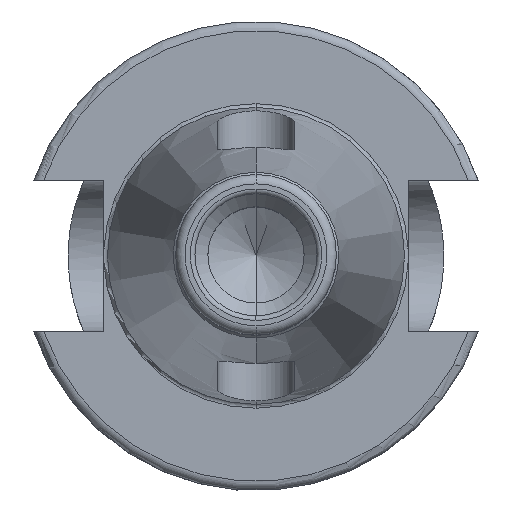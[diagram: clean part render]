
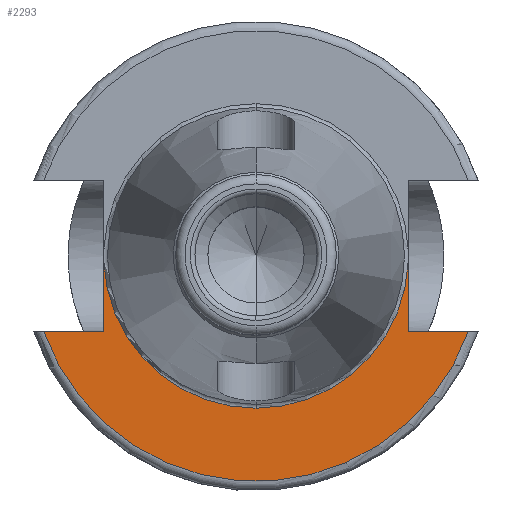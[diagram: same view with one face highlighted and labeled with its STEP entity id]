
A CAD part, top view. The second image highlights one B-rep face of the part: STEP entity #2293.
In plain terms, the highlighted planar face has unit normal (0, 0, 1).
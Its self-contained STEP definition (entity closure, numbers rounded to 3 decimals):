
#530=CARTESIAN_POINT('',(0,0,8));
#531=DIRECTION('',(0,0,-1));
#532=DIRECTION('',(0.999,-0.045,0));
#533=AXIS2_PLACEMENT_3D('',#530,#531,#532);
#927=CARTESIAN_POINT('',(0,0,8));
#928=DIRECTION('',(0,0,1));
#929=DIRECTION('',(-0.942,-0.335,0));
#930=AXIS2_PLACEMENT_3D('',#927,#928,#929);
#978=DIRECTION('',(1,0,0));
#979=VECTOR('',#978,6.41);
#980=CARTESIAN_POINT('',(-22.61,-8.05,8));
#981=LINE('',#980,#979);
#982=DIRECTION('',(0,1,0));
#983=VECTOR('',#982,7.315);
#984=CARTESIAN_POINT('',(-16.2,-8.05,8));
#985=LINE('',#984,#983);
#986=DIRECTION('',(0,-1,0));
#987=VECTOR('',#986,7.315);
#988=CARTESIAN_POINT('',(16.2,-0.735,8));
#989=LINE('',#988,#987);
#990=DIRECTION('',(-1,0,0));
#991=VECTOR('',#990,6.41);
#992=CARTESIAN_POINT('',(22.61,-8.05,8));
#993=LINE('',#992,#991);
#1031=CARTESIAN_POINT('',(0,0,8));
#1032=DIRECTION('',(0,0,1));
#1033=DIRECTION('',(-0.999,-0.045,0));
#1034=AXIS2_PLACEMENT_3D('',#1031,#1032,#1033);
#1082=CARTESIAN_POINT('',(0,-16.217,8));
#1084=VERTEX_POINT('',#1082);
#1136=CARTESIAN_POINT('',(-22.61,-8.05,8));
#1137=CARTESIAN_POINT('',(-16.2,-8.05,8));
#1138=VERTEX_POINT('',#1136);
#1139=VERTEX_POINT('',#1137);
#1140=CARTESIAN_POINT('',(-16.2,-0.735,8));
#1141=VERTEX_POINT('',#1140);
#1152=CARTESIAN_POINT('',(16.2,-0.735,8));
#1153=CARTESIAN_POINT('',(16.2,-8.05,8));
#1154=VERTEX_POINT('',#1152);
#1155=VERTEX_POINT('',#1153);
#1156=CARTESIAN_POINT('',(22.61,-8.05,8));
#1157=VERTEX_POINT('',#1156);
#2278=CARTESIAN_POINT('',(0,0,8));
#2279=DIRECTION('',(0,0,-1));
#2280=DIRECTION('',(0,-1,0));
#2281=AXIS2_PLACEMENT_3D('',#2278,#2279,#2280);
#2282=PLANE('',#2281);
#2283=ORIENTED_EDGE('',*,*,#2103,.T.);
#2284=ORIENTED_EDGE('',*,*,#2088,.T.);
#2286=ORIENTED_EDGE('',*,*,#2285,.T.);
#2287=ORIENTED_EDGE('',*,*,#1843,.F.);
#2288=ORIENTED_EDGE('',*,*,#1866,.T.);
#2289=ORIENTED_EDGE('',*,*,#2195,.F.);
#2290=ORIENTED_EDGE('',*,*,#2259,.F.);
#2291=EDGE_LOOP('',(#2283,#2284,#2286,#2287,#2288,#2289,#2290));
#2292=FACE_OUTER_BOUND('',#2291,.F.);
#2293=ADVANCED_FACE('',(#2292),#2282,.F.);
#534=CIRCLE('',#533,16.217);
#931=CIRCLE('',#930,24);
#1035=CIRCLE('',#1034,16.217);
#1843=EDGE_CURVE('',#1154,#1084,#534,.T.);
#1866=EDGE_CURVE('',#1154,#1155,#989,.T.);
#2088=EDGE_CURVE('',#1139,#1141,#985,.T.);
#2103=EDGE_CURVE('',#1138,#1139,#981,.T.);
#2195=EDGE_CURVE('',#1157,#1155,#993,.T.);
#2259=EDGE_CURVE('',#1138,#1157,#931,.T.);
#2285=EDGE_CURVE('',#1141,#1084,#1035,.T.);
